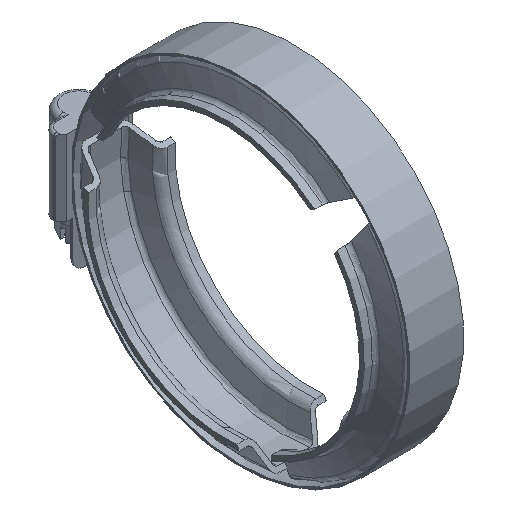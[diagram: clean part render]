
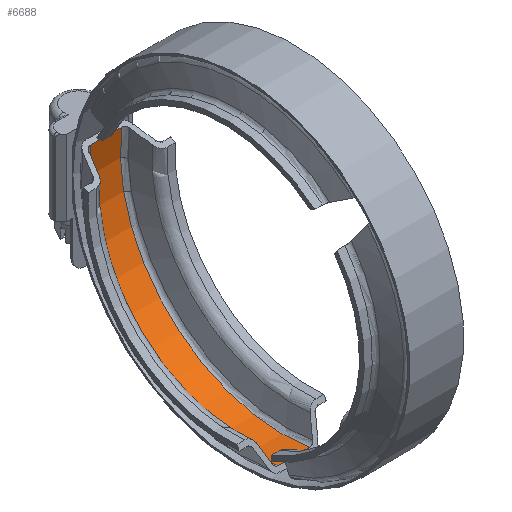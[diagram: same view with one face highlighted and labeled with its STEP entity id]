
A CAD part, isometric view. The second image highlights one B-rep face of the part: STEP entity #6688.
In plain terms, the highlighted cylindrical face has radius 43.18 mm (diameter 86.36 mm), a partial arc.
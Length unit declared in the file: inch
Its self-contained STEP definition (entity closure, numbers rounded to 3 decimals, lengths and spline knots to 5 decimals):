
#857=FACE_OUTER_BOUND('',#1248,.T.);
#1248=EDGE_LOOP('',(#4694,#4695,#4696,#4697));
#1668=LINE('',#9084,#2129);
#1674=LINE('',#9190,#2135);
#2129=VECTOR('',#7514,0.3937);
#2135=VECTOR('',#7522,0.3937);
#2581=CIRCLE('',#7121,1.7);
#2583=CIRCLE('',#7125,1.7);
#2779=VERTEX_POINT('',#9072);
#2780=VERTEX_POINT('',#9083);
#2796=VERTEX_POINT('',#9178);
#2797=VERTEX_POINT('',#9189);
#3482=EDGE_CURVE('',#2780,#2779,#1668,.T.);
#3499=EDGE_CURVE('',#2797,#2796,#1674,.T.);
#3565=EDGE_CURVE('',#2779,#2797,#2581,.T.);
#3567=EDGE_CURVE('',#2780,#2796,#2583,.T.);
#4694=ORIENTED_EDGE('',*,*,#3482,.T.);
#4695=ORIENTED_EDGE('',*,*,#3565,.T.);
#4696=ORIENTED_EDGE('',*,*,#3499,.T.);
#4697=ORIENTED_EDGE('',*,*,#3567,.F.);
#6608=CYLINDRICAL_SURFACE('',#7124,1.7);
#6688=ADVANCED_FACE('',(#857),#6608,.F.);
#7121=AXIS2_PLACEMENT_3D('',#9501,#7623,#7624);
#7124=AXIS2_PLACEMENT_3D('',#9504,#7629,#7630);
#7125=AXIS2_PLACEMENT_3D('',#9505,#7631,#7632);
#7514=DIRECTION('',(1.,0.,0.));
#7522=DIRECTION('',(-1.,0.,0.));
#7623=DIRECTION('center_axis',(1.,0.,0.));
#7624=DIRECTION('ref_axis',(0.,1.,0.));
#7629=DIRECTION('center_axis',(1.,0.,0.));
#7630=DIRECTION('ref_axis',(0.,1.,0.));
#7631=DIRECTION('center_axis',(1.,0.,0.));
#7632=DIRECTION('ref_axis',(0.,1.,0.));
#9072=CARTESIAN_POINT('',(0.16499,-0.27702,-1.67728));
#9083=CARTESIAN_POINT('',(-0.16499,-0.27702,-1.67728));
#9084=CARTESIAN_POINT('',(0.,-0.27702,-1.67728));
#9178=CARTESIAN_POINT('',(-0.16499,1.68264,0.24235));
#9189=CARTESIAN_POINT('',(0.16499,1.68264,0.24235));
#9190=CARTESIAN_POINT('',(0.,1.68264,0.24235));
#9501=CARTESIAN_POINT('Origin',(0.16499,0.,0.));
#9504=CARTESIAN_POINT('Origin',(0.,0.,0.));
#9505=CARTESIAN_POINT('Origin',(-0.16499,0.,0.));
